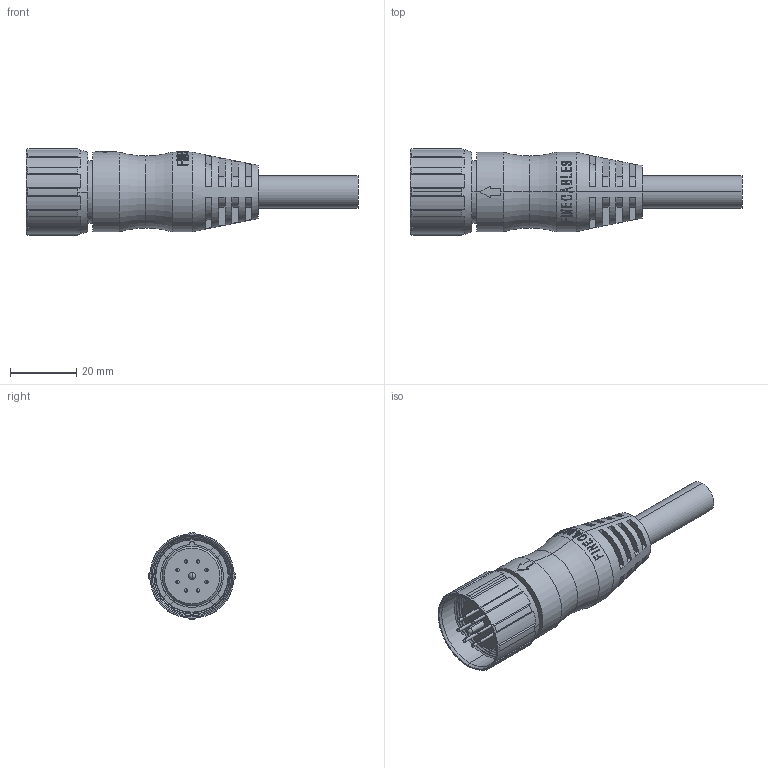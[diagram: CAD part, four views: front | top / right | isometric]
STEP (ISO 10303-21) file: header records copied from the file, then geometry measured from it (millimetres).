
FILE_DESCRIPTION (( 'STEP AP203' ), '1' );
FILE_NAME ('P369-9A（8+1）.STEP', '2020-10-09T00:30:43', ( 'edpusr' ), ( 'Microsoft' ), 'SwSTEP 2.0', 'SolidWorks 2015', '' );
FILE_SCHEMA (( 'CONFIG_CONTROL_DESIGN' ));
Length unit declared in the file: millimetre
Products named in the file (1): P369-9Aㄗ8+1ㄘ
Bounding box: 100.1 x 26 x 26 mm (x, y, z)
Volume: 25726.3 mm3; surface area: 11447 mm2
Topology: 2 solids, 2 shells, 487 faces, 1310 edges, 852 vertices
Faces by surface type: bspline 201, plane 150, cylinder 87, cone 27, sphere 18, torus 4
Entity records: 32573 total; most frequent: CARTESIAN_POINT 21810, ORIENTED_EDGE 2548, DIRECTION 1645, EDGE_CURVE 1274, VERTEX_POINT 834, AXIS2_PLACEMENT_3D 566, EDGE_LOOP 530, LINE 513
